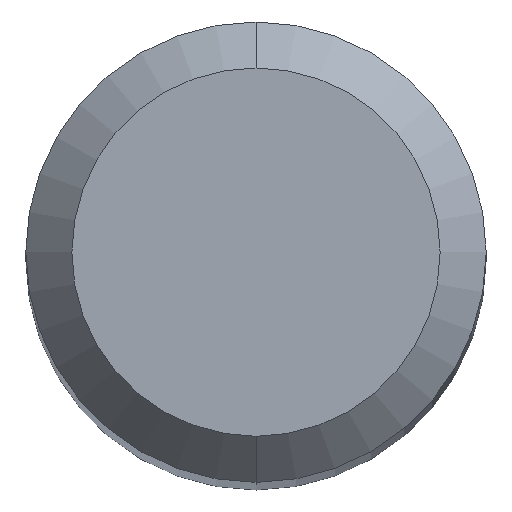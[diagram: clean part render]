
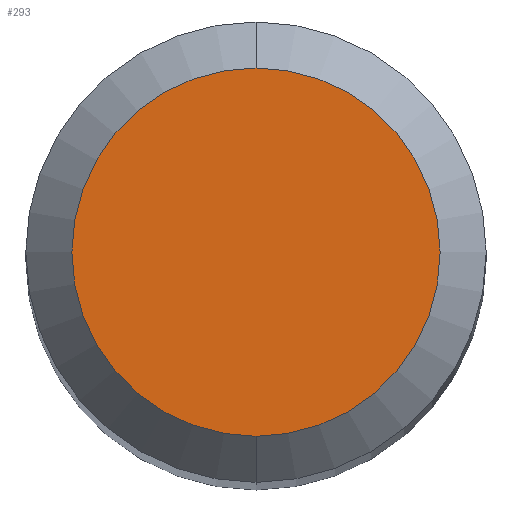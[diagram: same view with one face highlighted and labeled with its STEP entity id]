
A CAD part, top view. The second image highlights one B-rep face of the part: STEP entity #293.
In plain terms, the highlighted planar face has unit normal (0, 0, 1).
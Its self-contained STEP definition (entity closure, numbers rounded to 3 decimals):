
#237=EDGE_CURVE('',#443,#455,#550,.T.);
#293=ADVANCED_FACE('',(#610),#611,.T.);
#363=EDGE_CURVE('',#455,#443,#686,.T.);
#443=VERTEX_POINT('',#778);
#455=VERTEX_POINT('',#792);
#550=CIRCLE('',#919,1.2);
#610=FACE_OUTER_BOUND('',#1044,.T.);
#611=PLANE('',#1045);
#686=CIRCLE('',#1222,1.2);
#778=CARTESIAN_POINT('',(0.0,1.2,0.0));
#792=CARTESIAN_POINT('',(0.,-1.2,0.0));
#919=AXIS2_PLACEMENT_3D('',#1514,#1515,#1516);
#1044=EDGE_LOOP('',(#1577,#1578));
#1045=AXIS2_PLACEMENT_3D('',#1579,#1580,#1581);
#1222=AXIS2_PLACEMENT_3D('',#1644,#1645,#1646);
#1514=CARTESIAN_POINT('',(0.0,0.0,0.0));
#1515=DIRECTION('',(0.0,0.0,-1.0));
#1516=DIRECTION('',(0.0,1.0,0.0));
#1577=ORIENTED_EDGE('',*,*,#237,.F.);
#1578=ORIENTED_EDGE('',*,*,#363,.F.);
#1579=CARTESIAN_POINT('',(0.0,0.6,0.0));
#1580=DIRECTION('',(-0.0,0.0,1.0));
#1581=DIRECTION('',(0.0,-1.0,0.0));
#1644=CARTESIAN_POINT('',(0.0,0.0,0.0));
#1645=DIRECTION('',(0.0,0.0,-1.0));
#1646=DIRECTION('',(0.0,1.0,0.0));
